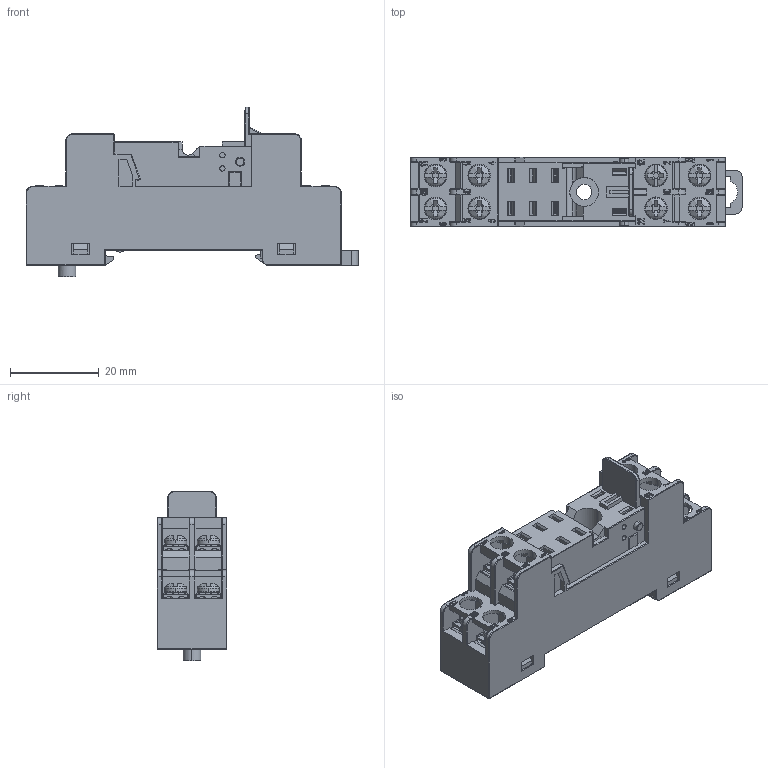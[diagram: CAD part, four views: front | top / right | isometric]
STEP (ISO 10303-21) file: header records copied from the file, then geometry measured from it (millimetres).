
FILE_DESCRIPTION (( 'STEP AP203' ), '1' );
FILE_NAME ('9_157F-2Z-C2.STEP', '2024-12-16T18:40:11', ( '' ), ( '' ), 'SwSTEP 2.0', 'SolidWorks 2022', '' );
FILE_SCHEMA (( 'CONFIG_CONTROL_DESIGN' ));
Length unit declared in the file: millimetre
Products named in the file (1): 9_157F-2Z-C2
Bounding box: 74.8 x 15.7 x 38.2 mm (x, y, z)
Volume: 13861.8 mm3; surface area: 27922.9 mm2
Topology: 31 solids, 31 shells, 3458 faces, 9810 edges, 6427 vertices
Faces by surface type: plane 2076, cylinder 1076, bspline 138, torus 114, cone 46, sphere 8
Entity records: 117964 total; most frequent: CARTESIAN_POINT 29485, ORIENTED_EDGE 19604, DIRECTION 17219, EDGE_CURVE 9802, VERTEX_POINT 6427, LINE 6313, VECTOR 6313, AXIS2_PLACEMENT_3D 5453
